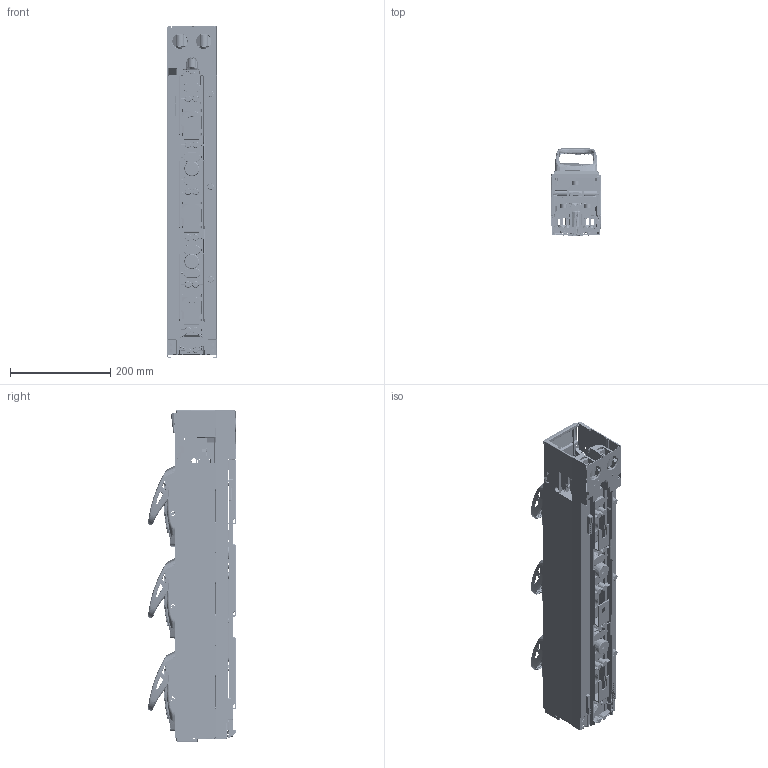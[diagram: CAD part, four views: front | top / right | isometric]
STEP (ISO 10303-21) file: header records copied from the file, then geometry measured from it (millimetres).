
FILE_DESCRIPTION((''),'2;1');
FILE_NAME('ZLBM2-1P-V','2021-08-16T10:54:31',('FIKASAV3'),(''),'CREO PARAMETRIC BY PTC INC, 2020184','CREO PARAMETRIC BY PTC INC, 2020184','');
FILE_SCHEMA(('AUTOMOTIVE_DESIGN { 1 0 10303 214 1 1 1 1 }'));
Products named in the file (1): ZLBM2-1P-V
Bounding box: 99.7 x 175.33 x 662.12 mm (x, y, z)
Volume: 4394240 mm3; surface area: 1117457 mm2
Topology: 1 solids, 903 shells, 4472 faces, 33556 edges, 29396 vertices
Faces by surface type: plane 2675, cylinder 874, bspline 532, torus 207, cone 147, extrusion 22, sphere 15
Entity records: 548270 total; most frequent: CARTESIAN_POINT 295180, ORIENTED_EDGE 39052, DIRECTION 36675, EDGE_CURVE 33543, VERTEX_POINT 29395, VECTOR 18376, LINE 18354, B_SPLINE_CURVE_WITH_KNOTS 9994
